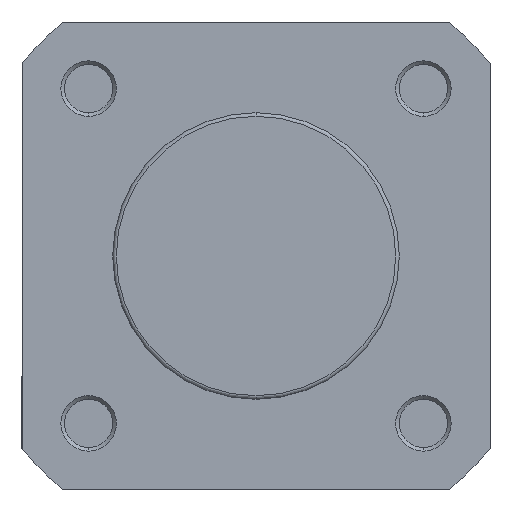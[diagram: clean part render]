
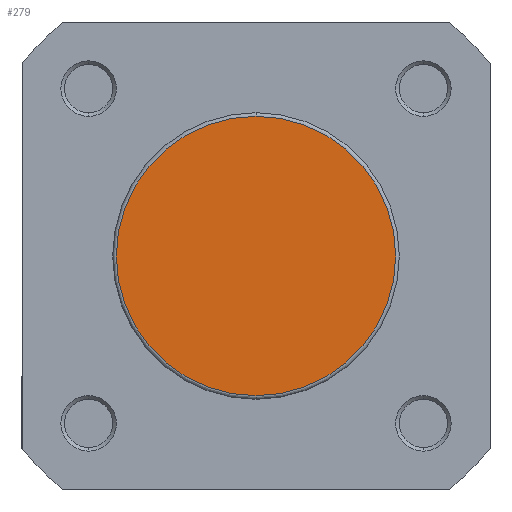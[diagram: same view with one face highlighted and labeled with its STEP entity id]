
A CAD part, left-side view. The second image highlights one B-rep face of the part: STEP entity #279.
In plain terms, the highlighted planar face has unit normal (-1, 0, 0).
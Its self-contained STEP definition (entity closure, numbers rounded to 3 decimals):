
#279 = ADVANCED_FACE ( 'NONE', ( #1759 ), #1970, .F. ) ;
#675 = AXIS2_PLACEMENT_3D ( 'NONE', #1969, #1971, #1972 ) ;
#835 = AXIS2_PLACEMENT_3D ( 'NONE', #2678, #2680, #2681 ) ;
#860 = AXIS2_PLACEMENT_3D ( 'NONE', #2805, #2814, #2815 ) ;
#1155 = EDGE_LOOP ( 'NONE', ( #3924, #3654 ) ) ;
#1759 = FACE_OUTER_BOUND ( 'NONE', #1155, .T. ) ;
#1969 = CARTESIAN_POINT ( 'NONE',  ( 0., 19.9, 0. ) ) ;
#1970 = PLANE ( 'NONE',  #675 ) ;
#1971 = DIRECTION ( 'NONE',  ( 1., 0., 0. ) ) ;
#1972 = DIRECTION ( 'NONE',  ( 0., 0., -1. ) ) ;
#2678 = CARTESIAN_POINT ( 'NONE',  ( 0., 0., 0. ) ) ;
#2680 = DIRECTION ( 'NONE',  ( -1., 0., 0. ) ) ;
#2681 = DIRECTION ( 'NONE',  ( 0., 0., -1. ) ) ;
#2805 = CARTESIAN_POINT ( 'NONE',  ( 0., 0., 0. ) ) ;
#2814 = DIRECTION ( 'NONE',  ( -1., 0., 0. ) ) ;
#2815 = DIRECTION ( 'NONE',  ( 0., 0., -1. ) ) ;
#3042 = CARTESIAN_POINT ( 'NONE',  ( 0., 0., 19.4 ) ) ;
#3043 = CARTESIAN_POINT ( 'NONE',  ( 0., 0., -19.4 ) ) ;
#3398 = CIRCLE ( 'NONE', #835, 19.4 ) ;
#3473 = CIRCLE ( 'NONE', #860, 19.4 ) ;
#3654 = ORIENTED_EDGE ( 'NONE', *, *, #4087, .T. ) ;
#3924 = ORIENTED_EDGE ( 'NONE', *, *, #4140, .T. ) ;
#4087 = EDGE_CURVE ( 'NONE', #4593, #4594, #3398, .T. ) ;
#4140 = EDGE_CURVE ( 'NONE', #4594, #4593, #3473, .T. ) ;
#4593 = VERTEX_POINT ( 'NONE', #3042 ) ;
#4594 = VERTEX_POINT ( 'NONE', #3043 ) ;
